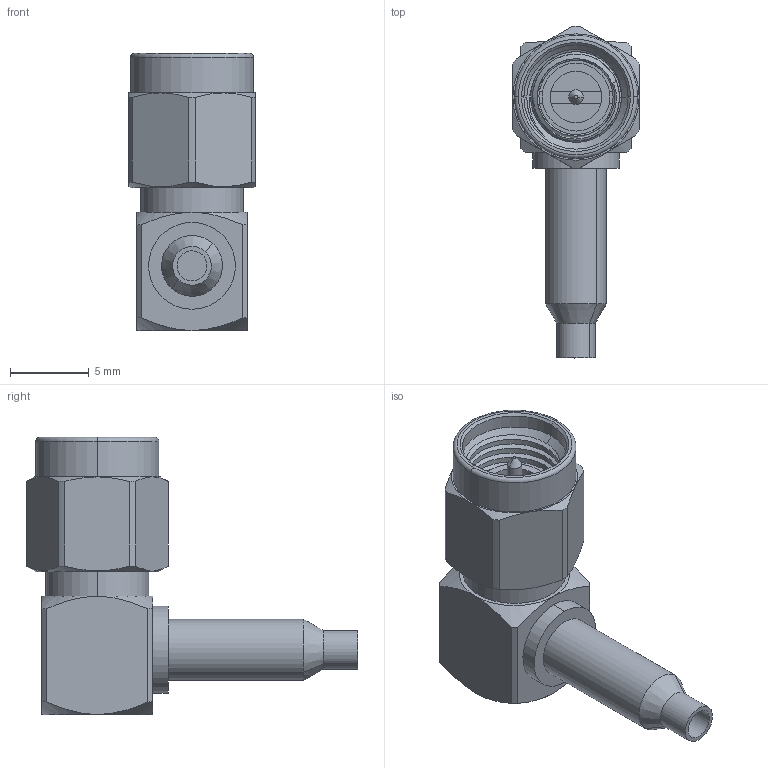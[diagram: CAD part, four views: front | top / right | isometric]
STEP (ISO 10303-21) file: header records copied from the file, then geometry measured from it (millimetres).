
FILE_DESCRIPTION (( 'STEP AP214' ), '1' );
FILE_NAME ('30-105-D3-AA.STEP', '2024-03-27T07:42:09', ( '' ), ( '' ), 'SwSTEP 2.0', 'SolidWorks 2023', '' );
FILE_SCHEMA (( 'AUTOMOTIVE_DESIGN' ));
Length unit declared in the file: millimetre
Products named in the file (1): 30-105-D3-AA
Bounding box: 8 x 21 x 17.55 mm (x, y, z)
Surface area: 927.1 mm2 (no closed solid volume)
Topology: 0 solids, 6 shells, 105 faces, 284 edges, 185 vertices
Faces by surface type: cylinder 43, cone 31, plane 24, bspline 5, torus 2
Entity records: 6096 total; most frequent: CARTESIAN_POINT 3667, ORIENTED_EDGE 500, DIRECTION 479, EDGE_CURVE 284, AXIS2_PLACEMENT_3D 202, VERTEX_POINT 185, EDGE_LOOP 114, ADVANCED_FACE 105
